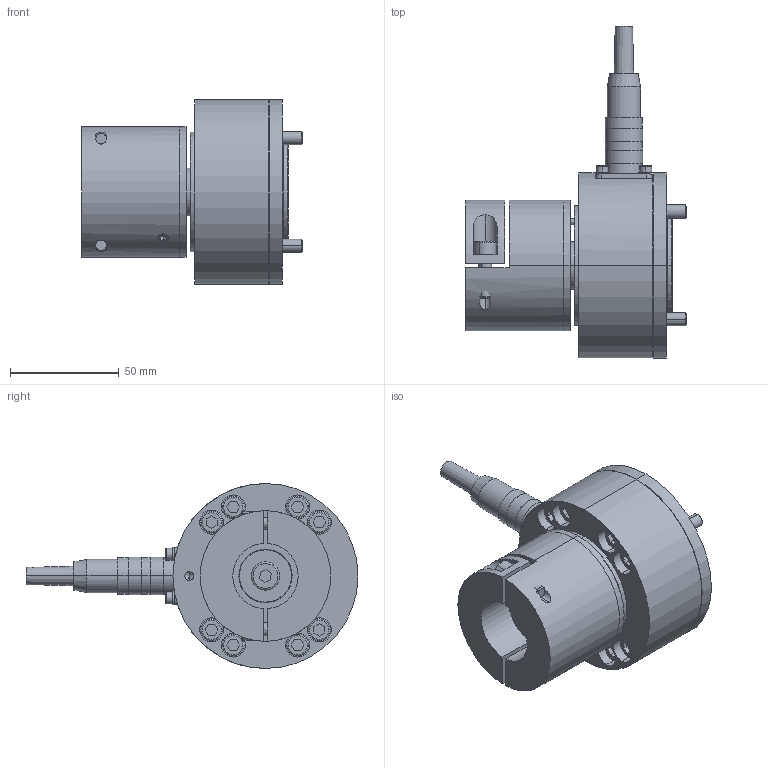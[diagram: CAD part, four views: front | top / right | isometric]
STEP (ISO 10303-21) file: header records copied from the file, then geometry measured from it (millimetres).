
FILE_DESCRIPTION (( 'STEP AP203' ), '1' );
FILE_NAME ('31102217_C.step', '2021-10-05T15:21:52', ( '' ), ( '' ), 'SwSTEP 2.0', 'SolidWorks 2018', '' );
FILE_SCHEMA (( 'CONFIG_CONTROL_DESIGN' ));
Length unit declared in the file: millimetre
Products named in the file (21): Senkniete_90起d3x10; Gew-Sti-I6kt-Zapfen DIN915_M5x10; 070908-1_stp_01; Zyl-Schr DIN912_M3x6; Federringe_DIN127A_M03; RKL_6203_01; Kabeldose_M14x1_Mini_5pol; Sch DIN9021_M8; 090409-3_01; Se-Schr DIN7991_M3x8; 31102199_01; Flanschstecker_M14x1_Mini_5pol; Zyl-Schr DIN7984_M8x12; Zyl-Schr DIN912_M6x40; 070907-2_01; Zyl-Schr DIN912_M6x20; 070907-4_01; 31102217_C; 091113-3_stp_01; 061205-3_01; Zyl-Schr DIN912_M6x30
Assembly tree (36 placements, depth 3):
  31102217_C
    070908-1_stp_01
      091113-3_stp_01
      070907-2_01
      Federringe_DIN127A_M03  x4
      Zyl-Schr DIN912_M3x6  x4
      Flanschstecker_M14x1_Mini_5pol
      Zyl-Schr DIN912_M6x30  x4
    31102199_01
      090409-3_01
      061205-3_01
      Zyl-Schr DIN912_M6x20  x2
      Zyl-Schr DIN7984_M8x12
      Senkniete_90起d3x10
      Se-Schr DIN7991_M3x8  x4
      Gew-Sti-I6kt-Zapfen DIN915_M5x10
      Sch DIN9021_M8
      RKL_6203_01
    Kabeldose_M14x1_Mini_5pol
    070907-4_01
    Zyl-Schr DIN912_M6x40  x4
Bounding box: 101.5 x 152.5 x 85 mm (x, y, z)
Volume: 298524.5 mm3; surface area: 109728.6 mm2
Topology: 44 solids, 44 shells, 821 faces, 1849 edges, 1158 vertices
Faces by surface type: cylinder 332, plane 294, cone 120, torus 59, sphere 16
Entity records: 19288 total; most frequent: CARTESIAN_POINT 3146, DIRECTION 3145, ORIENTED_EDGE 2522, AXIS2_PLACEMENT_3D 1297, EDGE_CURVE 1261, VERTEX_POINT 812, EDGE_LOOP 715, CIRCLE 684
